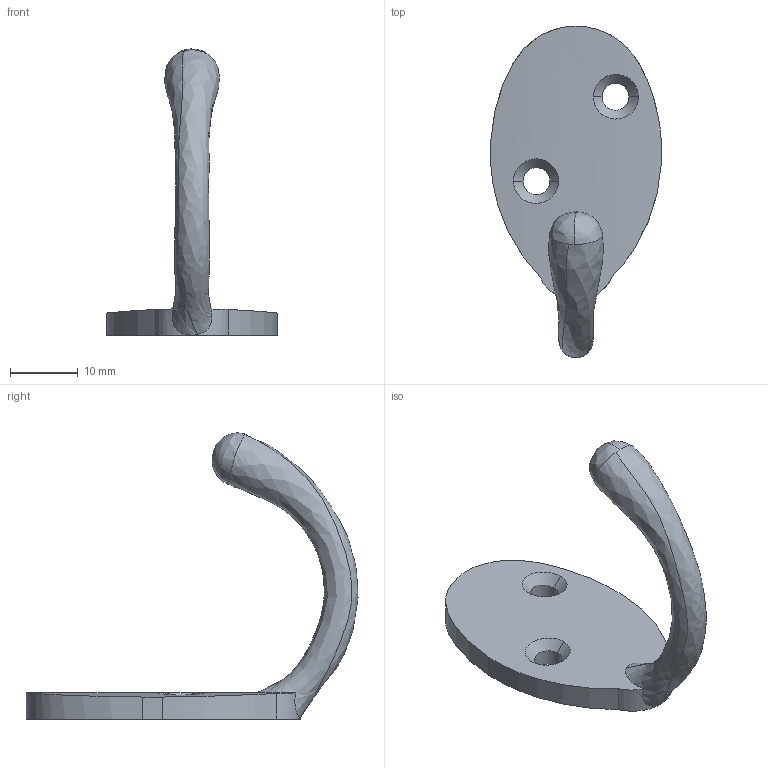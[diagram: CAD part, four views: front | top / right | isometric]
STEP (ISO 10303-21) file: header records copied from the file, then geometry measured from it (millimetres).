
FILE_DESCRIPTION (( 'STEP AP214' ), '1' );
FILE_NAME ('F002637,F002638,F002639,F002640_3D.step', '2022-07-07T08:09:55', ( '' ), ( '' ), 'SwSTEP 2.0', 'SolidWorks 2020', '' );
FILE_SCHEMA (( 'AUTOMOTIVE_DESIGN' ));
Length unit declared in the file: millimetre
Products named in the file (1): F002637,F002638,F002639,F002640_3D
Bounding box: 25.3 x 49.15 x 42.37 mm (x, y, z)
Volume: 4116.4 mm3; surface area: 2842 mm2
Topology: 1 solids, 1 shells, 23 faces, 65 edges, 44 vertices
Faces by surface type: bspline 12, cylinder 7, plane 4
Entity records: 3402 total; most frequent: CARTESIAN_POINT 2869, ORIENTED_EDGE 130, EDGE_CURVE 65, DIRECTION 57, VERTEX_POINT 44, B_SPLINE_CURVE_WITH_KNOTS 41, EDGE_LOOP 27, FACE_OUTER_BOUND 23
